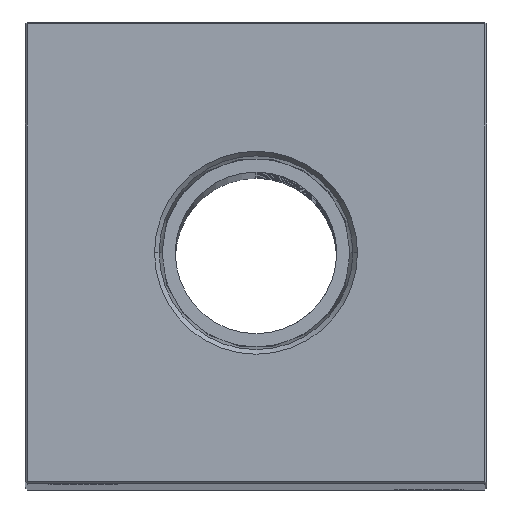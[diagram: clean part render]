
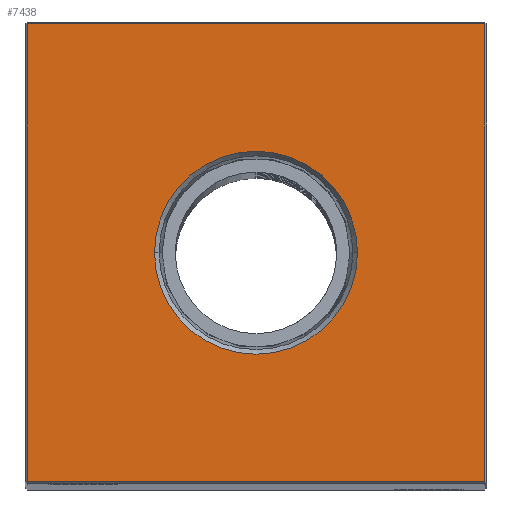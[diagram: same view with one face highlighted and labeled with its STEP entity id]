
A CAD part, top view. The second image highlights one B-rep face of the part: STEP entity #7438.
In plain terms, the highlighted planar face has unit normal (0, 0, 1).
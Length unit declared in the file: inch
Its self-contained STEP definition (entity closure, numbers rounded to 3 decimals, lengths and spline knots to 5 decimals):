
#485 = ORIENTED_EDGE ( 'NONE', *, *, #5387, .T. ) ;
#634 = ORIENTED_EDGE ( 'NONE', *, *, #25558, .T. ) ;
#701 = DIRECTION ( 'NONE',  ( 1., 0., 0. ) ) ;
#2038 = EDGE_CURVE ( 'NONE', #20510, #27476, #9153, .T. ) ;
#2046 = CARTESIAN_POINT ( 'NONE',  ( 0., 0., 20.5 ) ) ;
#3145 = FACE_OUTER_BOUND ( 'NONE', #22624, .T. ) ;
#3691 = EDGE_CURVE ( 'NONE', #18302, #12149, #13264, .T. ) ;
#3859 = AXIS2_PLACEMENT_3D ( 'NONE', #21067, #5529, #9968 ) ;
#3946 = VECTOR ( 'NONE', #21591, 39.37008 ) ;
#4147 = DIRECTION ( 'NONE',  ( 0., 0., 1. ) ) ;
#4514 = DIRECTION ( 'NONE',  ( 0., -1., 0. ) ) ;
#5387 = EDGE_CURVE ( 'NONE', #12149, #20510, #26178, .T. ) ;
#5529 = DIRECTION ( 'NONE',  ( 0., 0., -1. ) ) ;
#6497 = ORIENTED_EDGE ( 'NONE', *, *, #16311, .F. ) ;
#7438 = ADVANCED_FACE ( 'NONE', ( #3145, #11737 ), #16619, .F. ) ;
#8135 = CARTESIAN_POINT ( 'NONE',  ( -1.24, -1.24, 20.5 ) ) ;
#8890 = DIRECTION ( 'NONE',  ( 1., 0., 0. ) ) ;
#9153 = LINE ( 'NONE', #24536, #14894 ) ;
#9780 = DIRECTION ( 'NONE',  ( 0., 0., 1. ) ) ;
#9968 = DIRECTION ( 'NONE',  ( -1., 0., 0. ) ) ;
#10149 = VECTOR ( 'NONE', #4514, 39.37008 ) ;
#10436 = ORIENTED_EDGE ( 'NONE', *, *, #2038, .T. ) ;
#11156 = AXIS2_PLACEMENT_3D ( 'NONE', #20862, #9780, #701 ) ;
#11341 = DIRECTION ( 'NONE',  ( 1., 0., 0. ) ) ;
#11465 = CARTESIAN_POINT ( 'NONE',  ( -1.24, 0., 20.5 ) ) ;
#11649 = CIRCLE ( 'NONE', #13073, 0.5499 ) ;
#11737 = FACE_BOUND ( 'NONE', #28436, .T. ) ;
#12149 = VERTEX_POINT ( 'NONE', #21144 ) ;
#12189 = VERTEX_POINT ( 'NONE', #26603 ) ;
#13073 = AXIS2_PLACEMENT_3D ( 'NONE', #2046, #4147, #8890 ) ;
#13090 = ORIENTED_EDGE ( 'NONE', *, *, #3691, .T. ) ;
#13264 = LINE ( 'NONE', #20088, #16712 ) ;
#14772 = CARTESIAN_POINT ( 'NONE',  ( 1.24, 0., 20.5 ) ) ;
#14894 = VECTOR ( 'NONE', #18328, 39.37008 ) ;
#16311 = EDGE_CURVE ( 'NONE', #17844, #12189, #11649, .T. ) ;
#16619 = PLANE ( 'NONE',  #3859 ) ;
#16712 = VECTOR ( 'NONE', #11341, 39.37008 ) ;
#17842 = CARTESIAN_POINT ( 'NONE',  ( 0.5499, 0., 20.5 ) ) ;
#17844 = VERTEX_POINT ( 'NONE', #17842 ) ;
#17964 = ORIENTED_EDGE ( 'NONE', *, *, #20597, .F. ) ;
#18302 = VERTEX_POINT ( 'NONE', #8135 ) ;
#18328 = DIRECTION ( 'NONE',  ( -1., 0., 0. ) ) ;
#19856 = CARTESIAN_POINT ( 'NONE',  ( 1.24, 1.24, 20.5 ) ) ;
#20088 = CARTESIAN_POINT ( 'NONE',  ( 0., -1.24, 20.5 ) ) ;
#20510 = VERTEX_POINT ( 'NONE', #19856 ) ;
#20597 = EDGE_CURVE ( 'NONE', #12189, #17844, #24378, .T. ) ;
#20862 = CARTESIAN_POINT ( 'NONE',  ( 0., 0., 20.5 ) ) ;
#21067 = CARTESIAN_POINT ( 'NONE',  ( 0., 0., 20.5 ) ) ;
#21144 = CARTESIAN_POINT ( 'NONE',  ( 1.24, -1.24, 20.5 ) ) ;
#21591 = DIRECTION ( 'NONE',  ( 0., 1., 0. ) ) ;
#22624 = EDGE_LOOP ( 'NONE', ( #634, #13090, #485, #10436 ) ) ;
#22860 = LINE ( 'NONE', #11465, #10149 ) ;
#24378 = CIRCLE ( 'NONE', #11156, 0.5499 ) ;
#24517 = CARTESIAN_POINT ( 'NONE',  ( -1.24, 1.24, 20.5 ) ) ;
#24536 = CARTESIAN_POINT ( 'NONE',  ( 0., 1.24, 20.5 ) ) ;
#25558 = EDGE_CURVE ( 'NONE', #27476, #18302, #22860, .T. ) ;
#26178 = LINE ( 'NONE', #14772, #3946 ) ;
#26603 = CARTESIAN_POINT ( 'NONE',  ( -0.5499, 0., 20.5 ) ) ;
#27476 = VERTEX_POINT ( 'NONE', #24517 ) ;
#28436 = EDGE_LOOP ( 'NONE', ( #6497, #17964 ) ) ;
